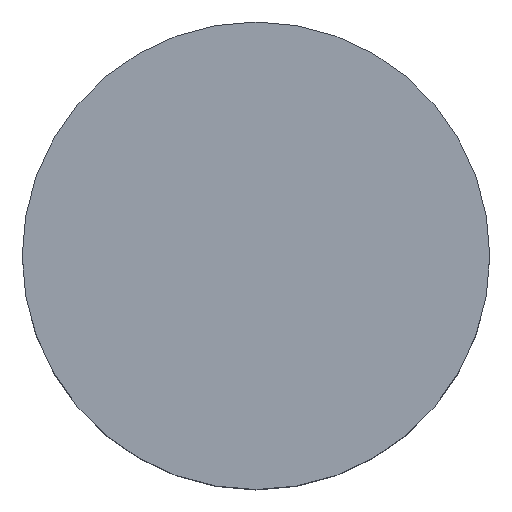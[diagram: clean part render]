
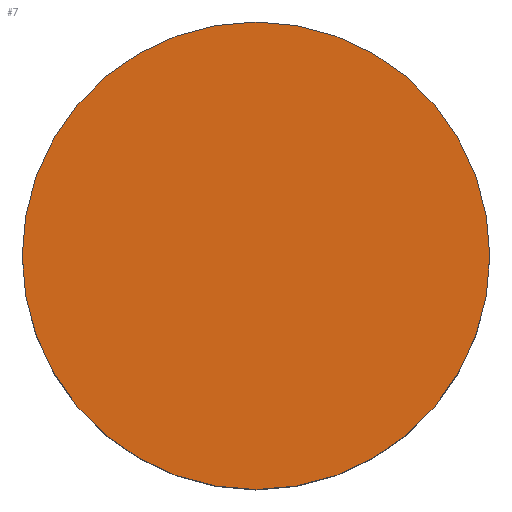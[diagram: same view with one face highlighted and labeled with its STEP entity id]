
A CAD part, top view. The second image highlights one B-rep face of the part: STEP entity #7.
In plain terms, the highlighted planar face has unit normal (0, 0, 1).
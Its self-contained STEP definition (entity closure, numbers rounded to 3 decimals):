
#7 = ADVANCED_FACE ( 'NONE', ( #289 ), #126, .T. ) ;
#15 = CARTESIAN_POINT ( 'NONE',  ( 0., 0., 0. ) ) ;
#16 = CIRCLE ( 'NONE', #145, 3. ) ;
#20 = DIRECTION ( 'NONE',  ( 0., 0., 1. ) ) ;
#35 = ORIENTED_EDGE ( 'NONE', *, *, #284, .T. ) ;
#44 = DIRECTION ( 'NONE',  ( 1., 0., 0. ) ) ;
#45 = CARTESIAN_POINT ( 'NONE',  ( 0., 0., 0. ) ) ;
#49 = CARTESIAN_POINT ( 'NONE',  ( -3., 0., 0. ) ) ;
#77 = DIRECTION ( 'NONE',  ( 1., 0., 0. ) ) ;
#83 = CIRCLE ( 'NONE', #301, 3. ) ;
#93 = DIRECTION ( 'NONE',  ( 0., 0., 1. ) ) ;
#98 = ORIENTED_EDGE ( 'NONE', *, *, #305, .T. ) ;
#126 = PLANE ( 'NONE',  #314 ) ;
#145 = AXIS2_PLACEMENT_3D ( 'NONE', #45, #20, #347 ) ;
#155 = CARTESIAN_POINT ( 'NONE',  ( 0., 0., 0. ) ) ;
#269 = DIRECTION ( 'NONE',  ( 0., 0., 1. ) ) ;
#284 = EDGE_CURVE ( 'NONE', #312, #309, #16, .T. ) ;
#289 = FACE_OUTER_BOUND ( 'NONE', #313, .T. ) ;
#301 = AXIS2_PLACEMENT_3D ( 'NONE', #155, #269, #77 ) ;
#305 = EDGE_CURVE ( 'NONE', #309, #312, #83, .T. ) ;
#309 = VERTEX_POINT ( 'NONE', #325 ) ;
#312 = VERTEX_POINT ( 'NONE', #49 ) ;
#313 = EDGE_LOOP ( 'NONE', ( #98, #35 ) ) ;
#314 = AXIS2_PLACEMENT_3D ( 'NONE', #15, #93, #44 ) ;
#325 = CARTESIAN_POINT ( 'NONE',  ( 3., 0., 0. ) ) ;
#347 = DIRECTION ( 'NONE',  ( 1., 0., 0. ) ) ;
